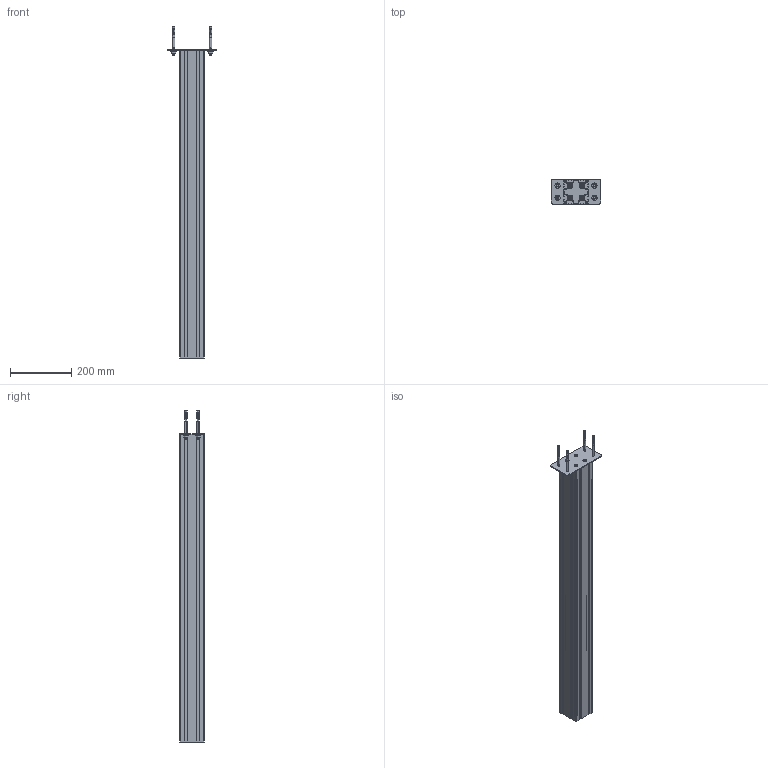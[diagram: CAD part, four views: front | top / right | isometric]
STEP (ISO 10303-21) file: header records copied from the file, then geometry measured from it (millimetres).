
FILE_DESCRIPTION(('HOOPS Exchange Step'),'2;1');
FILE_NAME('export-587D722A-DAFB-4D3B-8F7F-93425BEDF7DC.stp','2022-04-02T16:48:52+02:00',('Engineering'),('Alibre'),'HOOPS Exchange 2021.0','Alibre','Unknown authorisation');
FILE_SCHEMA( ('AP242_MANAGED_MODEL_BASED_3D_ENGINEERING_MIM_LF {1 0 10303 442 1 1 4 }') );
Length unit declared in the file: millimetre
Products named in the file (12): 1941 MayTec Profile 80x80 8E, LP (light) L=1000mm; 5886 DCNC 80x160x3mm bracket; 2921 Maytec Threaded Insert M14-M6 L=30mm; 2499 M6x20 - 8.8 DIN7991,ISO10642 Hexagon socket countersunk head screw; 5879-3 8x95mm Concrete Anchor, Fischer FAZ II 10-30 94877; 5879-2 8x95mm Concrete Anchor, Fischer FAZ II 10-30 94877; 5879-1 8x95mm Concrete Anchor, Fischer FAZ II 10-30 94877; 5879 8x95mm Concrete Anchor, Fischer FAZ II 10-30 94877; 5886 Anchor Example
Assembly tree (26 placements, depth 3):
  5886 Anchor Example
    1941 MayTec Profile 80x80 8E, LP (light) L=1000mm
    5886 DCNC 80x160x3mm bracket
    2921 Maytec Threaded Insert M14-M6 L=30mm  x4
    2499 M6x20 - 8.8 DIN7991,ISO10642 Hexagon socket countersunk head screw  x4
    5879 8x95mm Concrete Anchor, Fischer FAZ II 10-30 94877
      5879-3 8x95mm Concrete Anchor, Fischer FAZ II 10-30 94877
      5879-2 8x95mm Concrete Anchor, Fischer FAZ II 10-30 94877
      5879-1 8x95mm Concrete Anchor, Fischer FAZ II 10-30 94877
    5879 8x95mm Concrete Anchor, Fischer FAZ II 10-30 94877
      5879-3 8x95mm Concrete Anchor, Fischer FAZ II 10-30 94877
      5879-2 8x95mm Concrete Anchor, Fischer FAZ II 10-30 94877
      5879-1 8x95mm Concrete Anchor, Fischer FAZ II 10-30 94877
    5879 8x95mm Concrete Anchor, Fischer FAZ II 10-30 94877
      5879-3 8x95mm Concrete Anchor, Fischer FAZ II 10-30 94877
      5879-2 8x95mm Concrete Anchor, Fischer FAZ II 10-30 94877
      5879-1 8x95mm Concrete Anchor, Fischer FAZ II 10-30 94877
    5879 8x95mm Concrete Anchor, Fischer FAZ II 10-30 94877
      5879-3 8x95mm Concrete Anchor, Fischer FAZ II 10-30 94877
      5879-2 8x95mm Concrete Anchor, Fischer FAZ II 10-30 94877
      5879-1 8x95mm Concrete Anchor, Fischer FAZ II 10-30 94877
Bounding box: 160 x 80 x 1080.8 mm (x, y, z)
Volume: 1545714.9 mm3; surface area: 1433018.4 mm2
Topology: 22 solids, 22 shells, 2052 faces, 5844 edges, 3852 vertices
Faces by surface type: plane 1308, cylinder 516, cone 156, torus 72
Full cylindrical faces by diameter (mm): 8.2 x8
Entity records: 30120 total; most frequent: CARTESIAN_POINT 6077, DIRECTION 5060, ORIENTED_EDGE 5034, EDGE_CURVE 2517, AXIS2_PLACEMENT_3D 1767, VERTEX_POINT 1671, VECTOR 1526, LINE 1526
